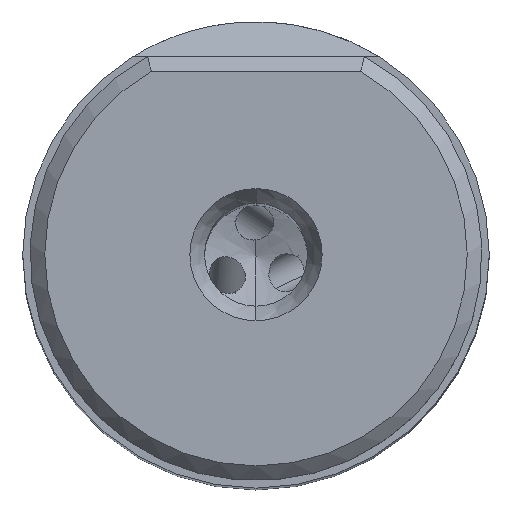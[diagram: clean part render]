
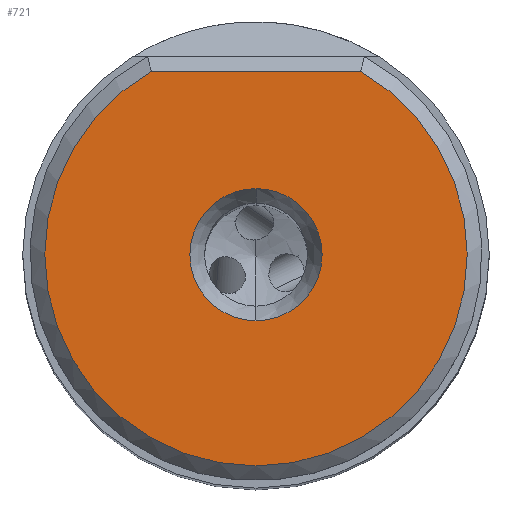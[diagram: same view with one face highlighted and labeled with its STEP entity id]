
A CAD part, top view. The second image highlights one B-rep face of the part: STEP entity #721.
In plain terms, the highlighted planar face has unit normal (0, 0, 1).
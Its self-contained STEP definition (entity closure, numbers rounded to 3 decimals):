
#168=PLANE('',#6350);
#222=FACE_BOUND('',#1489,.T.);
#223=FACE_BOUND('',#1490,.T.);
#382=CIRCLE('',#6343,14.375);
#384=CIRCLE('',#6347,4.5);
#385=CIRCLE('',#6349,4.5);
#721=ADVANCED_FACE('',(#222,#223),#168,.T.);
#1489=EDGE_LOOP('',(#2492,#2493));
#1490=EDGE_LOOP('',(#2494,#2495));
#2492=ORIENTED_EDGE('',*,*,#4511,.F.);
#2493=ORIENTED_EDGE('',*,*,#4510,.F.);
#2494=ORIENTED_EDGE('',*,*,#4504,.T.);
#2495=ORIENTED_EDGE('',*,*,#4506,.T.);
#3754=VERTEX_POINT('',#10969);
#3755=VERTEX_POINT('',#10971);
#3756=VERTEX_POINT('',#10981);
#3759=VERTEX_POINT('',#10986);
#4504=EDGE_CURVE('',#3755,#3754,#382,.T.);
#4506=EDGE_CURVE('',#3754,#3755,#5113,.T.);
#4510=EDGE_CURVE('',#3759,#3756,#384,.T.);
#4511=EDGE_CURVE('',#3756,#3759,#385,.T.);
#5113=LINE('',#10978,#5430);
#5430=VECTOR('',#7408,1.);
#6343=AXIS2_PLACEMENT_3D('',#10970,#7404,#7405);
#6347=AXIS2_PLACEMENT_3D('',#10987,#7415,#7416);
#6349=AXIS2_PLACEMENT_3D('',#10989,#7419,#7420);
#6350=AXIS2_PLACEMENT_3D('',#10990,#7421,#7422);
#7404=DIRECTION('',(0.,0.,1.));
#7405=DIRECTION('',(-0.496,0.869,0.));
#7408=DIRECTION('',(-1.,0.,0.));
#7415=DIRECTION('',(0.,0.,1.));
#7416=DIRECTION('',(0.,-1.,0.));
#7419=DIRECTION('',(0.,0.,1.));
#7420=DIRECTION('',(0.,1.,0.));
#7421=DIRECTION('',(0.,0.,1.));
#7422=DIRECTION('',(1.,0.,0.));
#10969=CARTESIAN_POINT('',(7.125,12.485,42.863));
#10970=CARTESIAN_POINT('',(0.,0.,42.863));
#10971=CARTESIAN_POINT('',(-7.125,12.485,42.863));
#10978=CARTESIAN_POINT('',(7.125,12.485,42.863));
#10981=CARTESIAN_POINT('',(0.,4.5,42.863));
#10986=CARTESIAN_POINT('',(0.,-4.5,42.863));
#10987=CARTESIAN_POINT('',(0.,0.,42.863));
#10989=CARTESIAN_POINT('',(0.,0.,42.863));
#10990=CARTESIAN_POINT('',(0.,-1.045,42.863));
